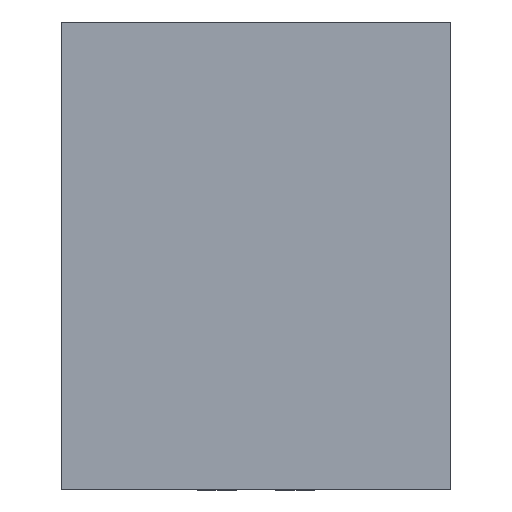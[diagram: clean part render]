
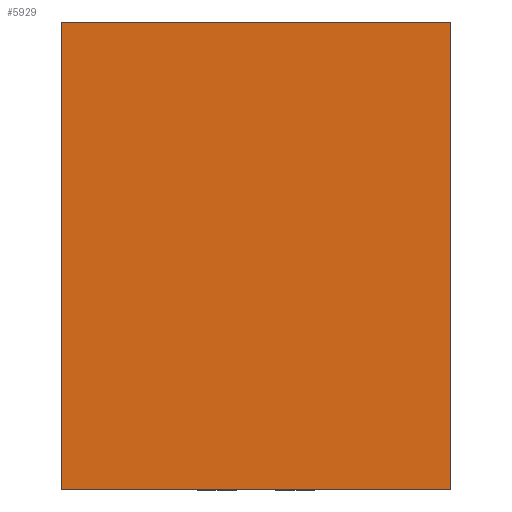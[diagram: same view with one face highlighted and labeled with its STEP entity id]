
A CAD part, top view. The second image highlights one B-rep face of the part: STEP entity #5929.
In plain terms, the highlighted face is planar.
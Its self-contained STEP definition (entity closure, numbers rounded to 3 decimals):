
#4578=VERTEX_POINT('',#4579);
#4579=CARTESIAN_POINT('',(-1.25,0.775,1.5));
#4585=EDGE_CURVE('',#4578,#4586,#4588,.F.);
#4586=VERTEX_POINT('',#4587);
#4587=CARTESIAN_POINT('',(-1.25,0.775,-1.5));
#4588=LINE('',#4589,#4590);
#4589=CARTESIAN_POINT('',(-1.25,0.775,-1.5));
#4590=VECTOR('',#4591,1.0);
#4591=DIRECTION('',(0.0,0.0,1.0));
#4631=EDGE_CURVE('',#4586,#4632,#4634,.F.);
#4632=VERTEX_POINT('',#4633);
#4633=CARTESIAN_POINT('',(1.25,0.775,-1.5));
#4634=LINE('',#4635,#4636);
#4635=CARTESIAN_POINT('',(1.25,0.775,-1.5));
#4636=VECTOR('',#4637,1.0);
#4637=DIRECTION('',(-1.0,0.0,0.0));
#4967=EDGE_CURVE('',#4632,#4968,#4970,.F.);
#4968=VERTEX_POINT('',#4969);
#4969=CARTESIAN_POINT('',(1.25,0.775,1.5));
#4970=LINE('',#4971,#4972);
#4971=CARTESIAN_POINT('',(1.25,0.775,1.5));
#4972=VECTOR('',#4973,1.0);
#4973=DIRECTION('',(0.0,0.0,-1.0));
#5782=EDGE_CURVE('',#4968,#4578,#5783,.F.);
#5783=LINE('',#5784,#5785);
#5784=CARTESIAN_POINT('',(-1.25,0.775,1.5));
#5785=VECTOR('',#5786,1.0);
#5786=DIRECTION('',(1.0,0.0,0.0));
#5929=ADVANCED_FACE('',(#5930),#5936,.T.);
#5930=FACE_BOUND('',#5931,.T.);
#5931=EDGE_LOOP('',(#5932,#5933,#5934,#5935));
#5932=ORIENTED_EDGE('',*,*,#5782,.F.);
#5933=ORIENTED_EDGE('',*,*,#4967,.F.);
#5934=ORIENTED_EDGE('',*,*,#4631,.F.);
#5935=ORIENTED_EDGE('',*,*,#4585,.F.);
#5936=PLANE('',#5937);
#5937=AXIS2_PLACEMENT_3D('',#5938,#5939,#5940);
#5938=CARTESIAN_POINT('',(0.0,0.775,0.0));
#5939=DIRECTION('',(0.0,1.0,0.0));
#5940=DIRECTION('',(1.0,0.0,0.0));
